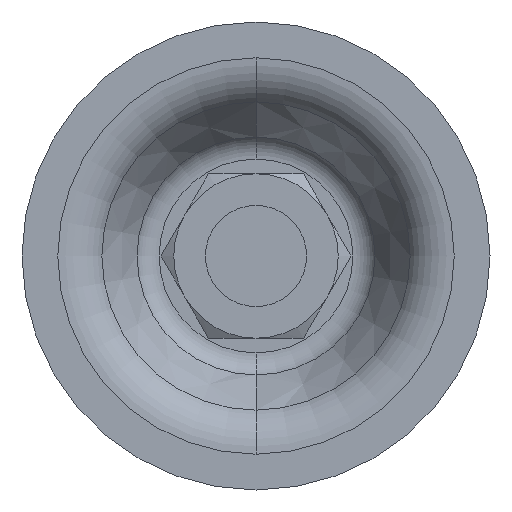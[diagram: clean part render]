
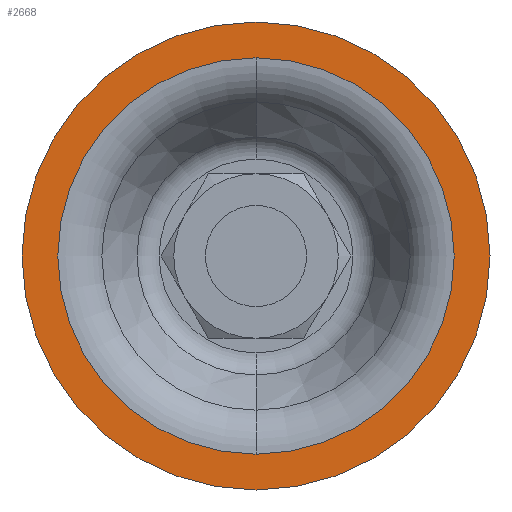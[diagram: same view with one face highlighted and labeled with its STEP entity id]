
A CAD part, front view. The second image highlights one B-rep face of the part: STEP entity #2668.
In plain terms, the highlighted planar face has unit normal (0, -1, 0).
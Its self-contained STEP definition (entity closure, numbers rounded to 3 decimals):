
#29 = CARTESIAN_POINT ( 'NONE',  ( 0., -10., 18.5 ) ) ;
#148 = VERTEX_POINT ( 'NONE', #1762 ) ;
#166 = AXIS2_PLACEMENT_3D ( 'NONE', #1192, #2648, #1403 ) ;
#236 = CARTESIAN_POINT ( 'NONE',  ( 0., -10., 0. ) ) ;
#336 = ORIENTED_EDGE ( 'NONE', *, *, #494, .T. ) ;
#425 = DIRECTION ( 'NONE',  ( 0., 0., 1. ) ) ;
#446 = FACE_OUTER_BOUND ( 'NONE', #2171, .T. ) ;
#456 = EDGE_CURVE ( 'NONE', #2667, #2671, #796, .T. ) ;
#494 = EDGE_CURVE ( 'NONE', #2228, #148, #1347, .T. ) ;
#501 = CARTESIAN_POINT ( 'NONE',  ( 0., -10., -15.67 ) ) ;
#503 = DIRECTION ( 'NONE',  ( 0., 1., 0. ) ) ;
#639 = ORIENTED_EDGE ( 'NONE', *, *, #950, .T. ) ;
#796 = CIRCLE ( 'NONE', #2048, 18.5 ) ;
#819 = CIRCLE ( 'NONE', #166, 15.67 ) ;
#840 = CARTESIAN_POINT ( 'NONE',  ( 0., -10., -18.5 ) ) ;
#950 = EDGE_CURVE ( 'NONE', #148, #2228, #819, .T. ) ;
#1047 = DIRECTION ( 'NONE',  ( 0., 1., 0. ) ) ;
#1050 = PLANE ( 'NONE',  #1200 ) ;
#1129 = AXIS2_PLACEMENT_3D ( 'NONE', #1759, #503, #1950 ) ;
#1192 = CARTESIAN_POINT ( 'NONE',  ( 0., -10., 0. ) ) ;
#1200 = AXIS2_PLACEMENT_3D ( 'NONE', #2087, #2511, #1254 ) ;
#1254 = DIRECTION ( 'NONE',  ( 0., 0., -1. ) ) ;
#1347 = CIRCLE ( 'NONE', #2185, 15.67 ) ;
#1403 = DIRECTION ( 'NONE',  ( 0., 0., 1. ) ) ;
#1663 = DIRECTION ( 'NONE',  ( 0., 1., 0. ) ) ;
#1695 = ORIENTED_EDGE ( 'NONE', *, *, #456, .F. ) ;
#1759 = CARTESIAN_POINT ( 'NONE',  ( 0., -10., 0. ) ) ;
#1762 = CARTESIAN_POINT ( 'NONE',  ( 0., -10., 15.67 ) ) ;
#1799 = EDGE_CURVE ( 'NONE', #2671, #2667, #1809, .T. ) ;
#1809 = CIRCLE ( 'NONE', #1129, 18.5 ) ;
#1950 = DIRECTION ( 'NONE',  ( 0., 0., 1. ) ) ;
#2048 = AXIS2_PLACEMENT_3D ( 'NONE', #236, #1663, #425 ) ;
#2087 = CARTESIAN_POINT ( 'NONE',  ( -15.67, -10., 0. ) ) ;
#2171 = EDGE_LOOP ( 'NONE', ( #1695, #2390 ) ) ;
#2185 = AXIS2_PLACEMENT_3D ( 'NONE', #2304, #1047, #2510 ) ;
#2228 = VERTEX_POINT ( 'NONE', #501 ) ;
#2304 = CARTESIAN_POINT ( 'NONE',  ( 0., -10., 0. ) ) ;
#2390 = ORIENTED_EDGE ( 'NONE', *, *, #1799, .F. ) ;
#2510 = DIRECTION ( 'NONE',  ( 0., 0., 1. ) ) ;
#2511 = DIRECTION ( 'NONE',  ( 0., -1., 0. ) ) ;
#2516 = EDGE_LOOP ( 'NONE', ( #639, #336 ) ) ;
#2648 = DIRECTION ( 'NONE',  ( 0., 1., 0. ) ) ;
#2661 = FACE_BOUND ( 'NONE', #2516, .T. ) ;
#2667 = VERTEX_POINT ( 'NONE', #29 ) ;
#2668 = ADVANCED_FACE ( 'NONE', ( #2661, #446 ), #1050, .T. ) ;
#2671 = VERTEX_POINT ( 'NONE', #840 ) ;
